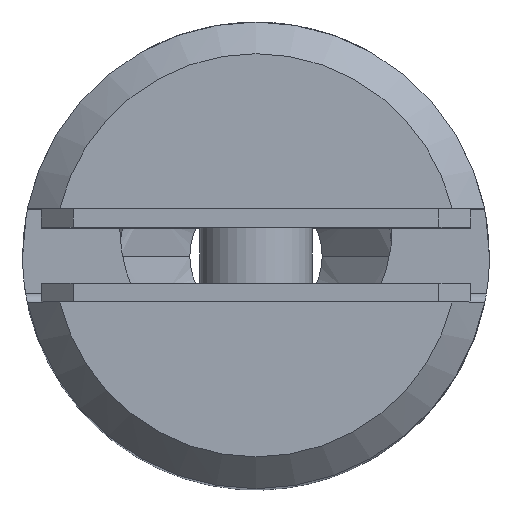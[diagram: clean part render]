
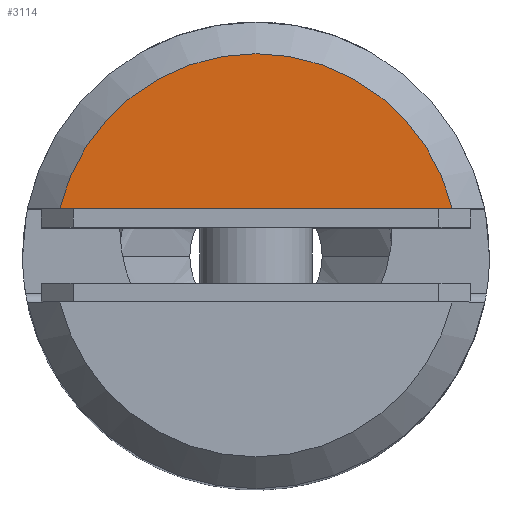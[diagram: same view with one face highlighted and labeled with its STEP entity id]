
A CAD part, top view. The second image highlights one B-rep face of the part: STEP entity #3114.
In plain terms, the highlighted planar face has unit normal (0, 0, 1).
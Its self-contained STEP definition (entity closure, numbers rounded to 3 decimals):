
#16 = EDGE_CURVE ( 'NONE', #1275, #1856, #129, .T. ) ;
#129 = LINE ( 'NONE', #1176, #3006 ) ;
#333 = CARTESIAN_POINT ( 'NONE',  ( -10.507, 2.5, 24.5 ) ) ;
#363 = AXIS2_PLACEMENT_3D ( 'NONE', #1140, #2448, #2686 ) ;
#448 = DIRECTION ( 'NONE',  ( 1., 0., 0. ) ) ;
#520 = PLANE ( 'NONE',  #1459 ) ;
#714 = CARTESIAN_POINT ( 'NONE',  ( 10.507, 2.5, 24.5 ) ) ;
#805 = ORIENTED_EDGE ( 'NONE', *, *, #1342, .T. ) ;
#1015 = DIRECTION ( 'NONE',  ( 0., 0., 1. ) ) ;
#1079 = CIRCLE ( 'NONE', #363, 10.8 ) ;
#1140 = CARTESIAN_POINT ( 'NONE',  ( 0., 0., 24.5 ) ) ;
#1176 = CARTESIAN_POINT ( 'NONE',  ( -12.247, 2.5, 24.5 ) ) ;
#1275 = VERTEX_POINT ( 'NONE', #333 ) ;
#1342 = EDGE_CURVE ( 'NONE', #1856, #1275, #1079, .T. ) ;
#1459 = AXIS2_PLACEMENT_3D ( 'NONE', #1834, #1015, #2873 ) ;
#1834 = CARTESIAN_POINT ( 'NONE',  ( 0., 0., 24.5 ) ) ;
#1856 = VERTEX_POINT ( 'NONE', #714 ) ;
#2448 = DIRECTION ( 'NONE',  ( 0., 0., 1. ) ) ;
#2686 = DIRECTION ( 'NONE',  ( 1., 0., 0. ) ) ;
#2873 = DIRECTION ( 'NONE',  ( 1., 0., 0. ) ) ;
#3006 = VECTOR ( 'NONE', #448, 1000. ) ;
#3098 = FACE_OUTER_BOUND ( 'NONE', #3322, .T. ) ;
#3114 = ADVANCED_FACE ( 'NONE', ( #3098 ), #520, .T. ) ;
#3155 = ORIENTED_EDGE ( 'NONE', *, *, #16, .T. ) ;
#3322 = EDGE_LOOP ( 'NONE', ( #3155, #805 ) ) ;
